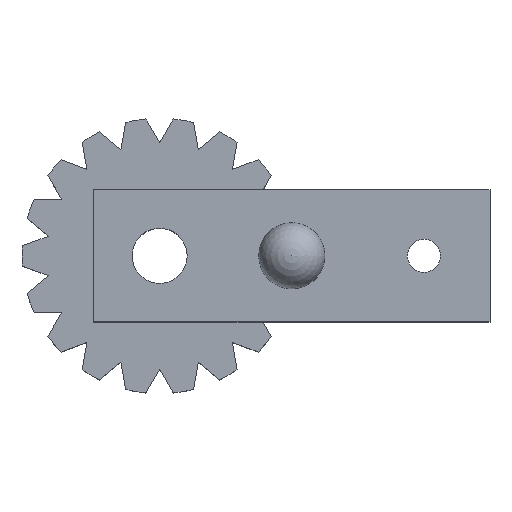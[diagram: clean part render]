
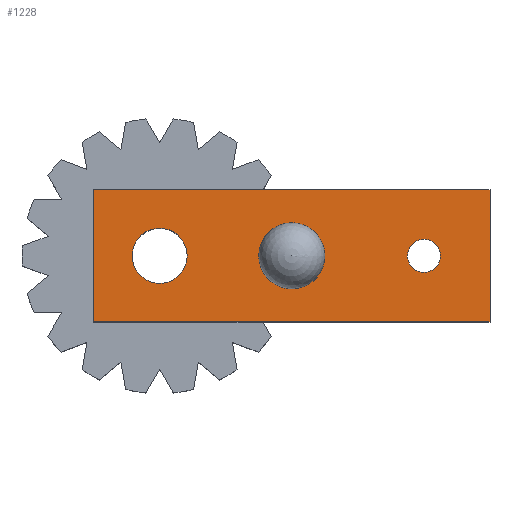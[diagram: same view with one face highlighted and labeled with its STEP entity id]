
A CAD part, top view. The second image highlights one B-rep face of the part: STEP entity #1228.
In plain terms, the highlighted planar face has unit normal (0, 0, 1).
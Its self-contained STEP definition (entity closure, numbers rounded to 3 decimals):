
#36=LINE('',#1784,#178);
#39=LINE('',#1790,#181);
#43=LINE('',#1798,#185);
#46=LINE('',#1803,#188);
#178=VECTOR('',#1428,10.);
#181=VECTOR('',#1433,10.);
#185=VECTOR('',#1439,10.);
#188=VECTOR('',#1444,10.);
#323=PLANE('',#1319);
#364=FACE_BOUND('',#445,.T.);
#365=FACE_BOUND('',#446,.T.);
#366=FACE_BOUND('',#447,.T.);
#377=FACE_OUTER_BOUND('',#444,.T.);
#444=EDGE_LOOP('',(#890,#891,#892,#893));
#445=EDGE_LOOP('',(#894));
#446=EDGE_LOOP('',(#895));
#447=EDGE_LOOP('',(#896));
#507=CIRCLE('',#1307,6.);
#508=CIRCLE('',#1309,3.);
#513=CIRCLE('',#1320,5.);
#548=VERTEX_POINT('',#1770);
#549=VERTEX_POINT('',#1773);
#553=VERTEX_POINT('',#1781);
#554=VERTEX_POINT('',#1783);
#556=VERTEX_POINT('',#1789);
#559=VERTEX_POINT('',#1797);
#571=VERTEX_POINT('',#1828);
#671=EDGE_CURVE('',#548,#548,#507,.T.);
#672=EDGE_CURVE('',#549,#549,#508,.T.);
#676=EDGE_CURVE('',#554,#553,#36,.T.);
#679=EDGE_CURVE('',#556,#554,#39,.T.);
#683=EDGE_CURVE('',#559,#556,#43,.T.);
#686=EDGE_CURVE('',#553,#559,#46,.T.);
#699=EDGE_CURVE('',#571,#571,#513,.T.);
#890=ORIENTED_EDGE('',*,*,#686,.T.);
#891=ORIENTED_EDGE('',*,*,#683,.T.);
#892=ORIENTED_EDGE('',*,*,#679,.T.);
#893=ORIENTED_EDGE('',*,*,#676,.T.);
#894=ORIENTED_EDGE('',*,*,#671,.T.);
#895=ORIENTED_EDGE('',*,*,#672,.T.);
#896=ORIENTED_EDGE('',*,*,#699,.T.);
#1228=ADVANCED_FACE('',(#377,#364,#365,#366),#323,.T.);
#1307=AXIS2_PLACEMENT_3D('',#1771,#1416,#1417);
#1309=AXIS2_PLACEMENT_3D('',#1774,#1420,#1421);
#1319=AXIS2_PLACEMENT_3D('',#1827,#1462,#1463);
#1320=AXIS2_PLACEMENT_3D('',#1829,#1464,#1465);
#1416=DIRECTION('center_axis',(0.,0.,-1.));
#1417=DIRECTION('ref_axis',(0.,1.,0.));
#1420=DIRECTION('center_axis',(0.,0.,-1.));
#1421=DIRECTION('ref_axis',(1.,0.,0.));
#1428=DIRECTION('',(0.,1.,0.));
#1433=DIRECTION('',(1.,0.,0.));
#1439=DIRECTION('',(0.,-1.,0.));
#1444=DIRECTION('',(-1.,0.,0.));
#1462=DIRECTION('center_axis',(0.,0.,1.));
#1463=DIRECTION('ref_axis',(1.,0.,0.));
#1464=DIRECTION('center_axis',(0.,0.,-1.));
#1465=DIRECTION('ref_axis',(-1.,0.,0.));
#1770=CARTESIAN_POINT('',(24.,-6.,25.));
#1771=CARTESIAN_POINT('Origin',(24.,0.,25.));
#1773=CARTESIAN_POINT('',(45.,0.,25.));
#1774=CARTESIAN_POINT('Origin',(48.,0.,25.));
#1781=CARTESIAN_POINT('',(60.,12.,25.));
#1783=CARTESIAN_POINT('',(60.,-12.,25.));
#1784=CARTESIAN_POINT('',(60.,12.,25.));
#1789=CARTESIAN_POINT('',(-12.,-12.,25.));
#1790=CARTESIAN_POINT('',(60.,-12.,25.));
#1797=CARTESIAN_POINT('',(-12.,12.,25.));
#1798=CARTESIAN_POINT('',(-12.,-12.,25.));
#1803=CARTESIAN_POINT('',(-12.,12.,25.));
#1827=CARTESIAN_POINT('Origin',(24.,0.,25.));
#1828=CARTESIAN_POINT('',(5.,0.,25.));
#1829=CARTESIAN_POINT('Origin',(0.,0.,25.));
